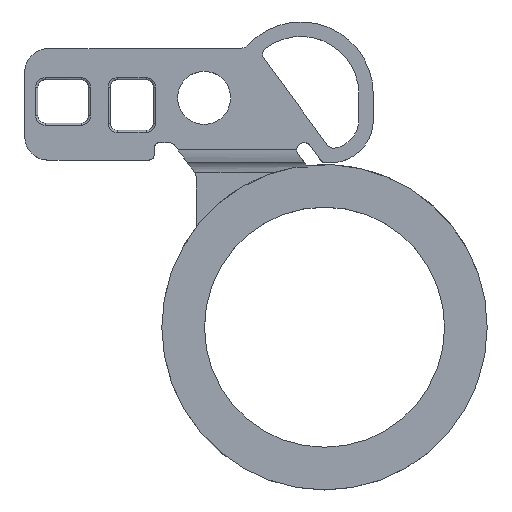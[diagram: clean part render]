
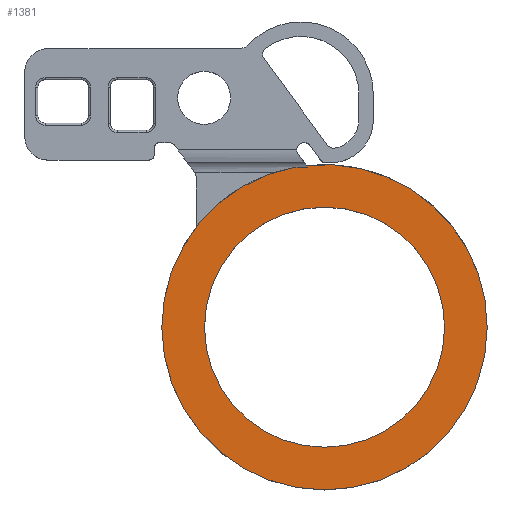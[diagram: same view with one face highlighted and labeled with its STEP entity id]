
A CAD part, top view. The second image highlights one B-rep face of the part: STEP entity #1381.
In plain terms, the highlighted planar face has unit normal (0, 0, 1).
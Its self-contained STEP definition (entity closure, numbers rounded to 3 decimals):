
#32=FACE_BOUND('',#208,.T.);
#45=PLANE('',#1486);
#74=CIRCLE('',#1473,8.3);
#76=CIRCLE('',#1476,11.25);
#79=CIRCLE('',#1479,11.25);
#128=FACE_OUTER_BOUND('',#207,.T.);
#207=EDGE_LOOP('',(#961,#962,#963,#964));
#208=EDGE_LOOP('',(#965));
#334=LINE('',#1957,#454);
#344=LINE('',#2012,#464);
#454=VECTOR('',#1591,10.);
#464=VECTOR('',#1641,10.);
#576=VERTEX_POINT('',#1949);
#577=VERTEX_POINT('',#1956);
#585=VERTEX_POINT('',#1983);
#587=VERTEX_POINT('',#1989);
#590=VERTEX_POINT('',#1997);
#712=EDGE_CURVE('',#576,#577,#334,.T.);
#722=EDGE_CURVE('',#585,#585,#74,.F.);
#725=EDGE_CURVE('',#576,#587,#76,.T.);
#730=EDGE_CURVE('',#587,#590,#79,.T.);
#736=EDGE_CURVE('',#577,#590,#344,.T.);
#961=ORIENTED_EDGE('',*,*,#736,.F.);
#962=ORIENTED_EDGE('',*,*,#712,.F.);
#963=ORIENTED_EDGE('',*,*,#725,.T.);
#964=ORIENTED_EDGE('',*,*,#730,.T.);
#965=ORIENTED_EDGE('',*,*,#722,.T.);
#1381=ADVANCED_FACE('',(#128,#32),#45,.T.);
#1473=AXIS2_PLACEMENT_3D('',#1985,#1607,#1608);
#1476=AXIS2_PLACEMENT_3D('',#1991,#1614,#1615);
#1479=AXIS2_PLACEMENT_3D('',#1999,#1622,#1623);
#1486=AXIS2_PLACEMENT_3D('',#2011,#1639,#1640);
#1591=DIRECTION('',(1.,0.,0.));
#1607=DIRECTION('center_axis',(0.,0.,
1.));
#1608=DIRECTION('ref_axis',(-1.,0.,0.));
#1614=DIRECTION('center_axis',(0.,0.,
1.));
#1615=DIRECTION('ref_axis',(-1.,0.,0.));
#1622=DIRECTION('center_axis',(0.,0.,
1.));
#1623=DIRECTION('ref_axis',(-1.,0.,0.));
#1639=DIRECTION('center_axis',(0.,0.,
1.));
#1640=DIRECTION('ref_axis',(-1.,0.,0.));
#1641=DIRECTION('',(-0.591,0.807,0.));
#1949=CARTESIAN_POINT('',(-1.975,-6.425,-5.));
#1956=CARTESIAN_POINT('',(-1.166,-6.425,-5.));
#1957=CARTESIAN_POINT('',(5.039,-6.425,-5.));
#1983=CARTESIAN_POINT('',(8.3,-17.5,-5.));
#1985=CARTESIAN_POINT('Origin',(0.,-17.5,
-5.));
#1989=CARTESIAN_POINT('',(11.25,-17.5,-5.));
#1991=CARTESIAN_POINT('Origin',(0.,-17.5,
-5.));
#1997=CARTESIAN_POINT('',(-1.243,-6.319,-5.));
#1999=CARTESIAN_POINT('Origin',(0.,-17.5,
-5.));
#2011=CARTESIAN_POINT('Origin',(16.098,0.,-5.));
#2012=CARTESIAN_POINT('',(1.059,-9.461,-5.));
